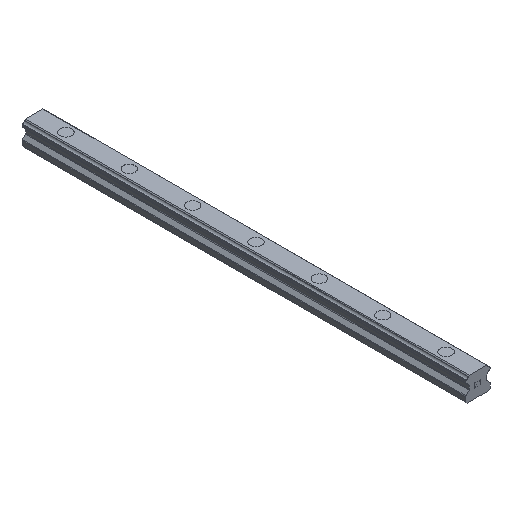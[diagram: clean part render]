
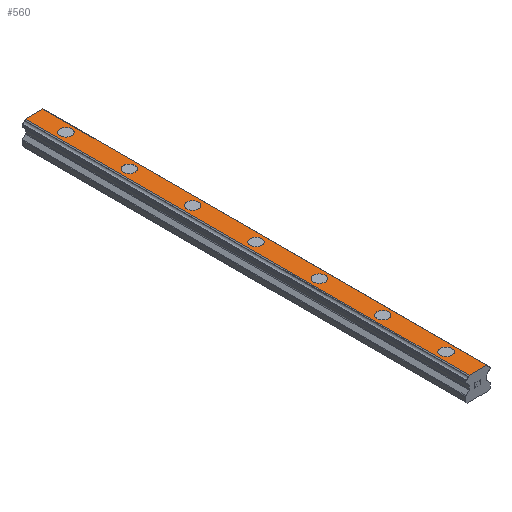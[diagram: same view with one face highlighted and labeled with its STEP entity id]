
A CAD part, isometric view. The second image highlights one B-rep face of the part: STEP entity #560.
In plain terms, the highlighted planar face has unit normal (0, 0, 1).
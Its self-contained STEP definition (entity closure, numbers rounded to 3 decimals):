
#560=ADVANCED_FACE('',(#1149,#1150,#1151,#1152,#1153,#1154,#1155,#1156),#1157,.T.);
#1149=FACE_BOUND('',#1760,.T.);
#1150=FACE_BOUND('',#1761,.T.);
#1151=FACE_BOUND('',#1762,.T.);
#1152=FACE_BOUND('',#1763,.T.);
#1153=FACE_BOUND('',#1764,.T.);
#1154=FACE_BOUND('',#1765,.T.);
#1155=FACE_BOUND('',#1766,.T.);
#1156=FACE_OUTER_BOUND('',#1767,.T.);
#1157=PLANE('',#1768);
#1760=EDGE_LOOP('',(#3439,#3440));
#1761=EDGE_LOOP('',(#3441,#3442));
#1762=EDGE_LOOP('',(#3443,#3444));
#1763=EDGE_LOOP('',(#3445,#3446));
#1764=EDGE_LOOP('',(#3447,#3448));
#1765=EDGE_LOOP('',(#3449,#3450));
#1766=EDGE_LOOP('',(#3451,#3452));
#1767=EDGE_LOOP('',(#3453,#3454,#3455,#3456));
#1768=AXIS2_PLACEMENT_3D('',#3457,#3458,#3459);
#3439=ORIENTED_EDGE('',*,*,#3769,.T.);
#3440=ORIENTED_EDGE('',*,*,#4184,.T.);
#3441=ORIENTED_EDGE('',*,*,#3755,.T.);
#3442=ORIENTED_EDGE('',*,*,#4216,.T.);
#3443=ORIENTED_EDGE('',*,*,#3741,.T.);
#3444=ORIENTED_EDGE('',*,*,#4231,.T.);
#3445=ORIENTED_EDGE('',*,*,#3727,.T.);
#3446=ORIENTED_EDGE('',*,*,#4246,.T.);
#3447=ORIENTED_EDGE('',*,*,#3713,.T.);
#3448=ORIENTED_EDGE('',*,*,#4261,.T.);
#3449=ORIENTED_EDGE('',*,*,#3699,.T.);
#3450=ORIENTED_EDGE('',*,*,#4276,.T.);
#3451=ORIENTED_EDGE('',*,*,#3685,.T.);
#3452=ORIENTED_EDGE('',*,*,#4291,.T.);
#3453=ORIENTED_EDGE('',*,*,#4162,.T.);
#3454=ORIENTED_EDGE('',*,*,#4346,.F.);
#3455=ORIENTED_EDGE('',*,*,#4026,.F.);
#3456=ORIENTED_EDGE('',*,*,#4344,.T.);
#3457=CARTESIAN_POINT('',(0.0,420.0,22.));
#3458=DIRECTION('',(0.0,0.0,1.0));
#3459=DIRECTION('',(-1.0,0.0,-0.0));
#3685=EDGE_CURVE('',#4416,#4413,#4417,.T.);
#3699=EDGE_CURVE('',#4442,#4439,#4443,.T.);
#3713=EDGE_CURVE('',#4468,#4465,#4469,.T.);
#3727=EDGE_CURVE('',#4494,#4491,#4495,.T.);
#3741=EDGE_CURVE('',#4520,#4517,#4521,.T.);
#3755=EDGE_CURVE('',#4546,#4543,#4547,.T.);
#3769=EDGE_CURVE('',#4572,#4569,#4573,.T.);
#4026=EDGE_CURVE('',#4956,#4958,#4959,.T.);
#4162=EDGE_CURVE('',#5185,#5183,#5186,.T.);
#4184=EDGE_CURVE('',#4569,#4572,#5227,.T.);
#4216=EDGE_CURVE('',#4543,#4546,#5269,.T.);
#4231=EDGE_CURVE('',#4517,#4520,#5287,.T.);
#4246=EDGE_CURVE('',#4491,#4494,#5305,.T.);
#4261=EDGE_CURVE('',#4465,#4468,#5323,.T.);
#4276=EDGE_CURVE('',#4439,#4442,#5341,.T.);
#4291=EDGE_CURVE('',#4413,#4416,#5359,.T.);
#4344=EDGE_CURVE('',#4956,#5185,#5415,.T.);
#4346=EDGE_CURVE('',#4958,#5183,#5417,.T.);
#4413=VERTEX_POINT('',#5486);
#4416=VERTEX_POINT('',#5490);
#4417=CIRCLE('',#5491,5.5);
#4439=VERTEX_POINT('',#5516);
#4442=VERTEX_POINT('',#5520);
#4443=CIRCLE('',#5521,5.5);
#4465=VERTEX_POINT('',#5546);
#4468=VERTEX_POINT('',#5550);
#4469=CIRCLE('',#5551,5.5);
#4491=VERTEX_POINT('',#5576);
#4494=VERTEX_POINT('',#5580);
#4495=CIRCLE('',#5581,5.5);
#4517=VERTEX_POINT('',#5606);
#4520=VERTEX_POINT('',#5610);
#4521=CIRCLE('',#5611,5.5);
#4543=VERTEX_POINT('',#5636);
#4546=VERTEX_POINT('',#5640);
#4547=CIRCLE('',#5641,5.5);
#4569=VERTEX_POINT('',#5666);
#4572=VERTEX_POINT('',#5670);
#4573=CIRCLE('',#5671,5.5);
#4956=VERTEX_POINT('',#6193);
#4958=VERTEX_POINT('',#6196);
#4959=LINE('',#6197,#6198);
#5183=VERTEX_POINT('',#6510);
#5185=VERTEX_POINT('',#6513);
#5186=LINE('',#6514,#6515);
#5227=CIRCLE('',#6565,5.5);
#5269=CIRCLE('',#6619,5.5);
#5287=CIRCLE('',#6640,5.5);
#5305=CIRCLE('',#6661,5.5);
#5323=CIRCLE('',#6682,5.5);
#5341=CIRCLE('',#6703,5.5);
#5359=CIRCLE('',#6724,5.5);
#5415=LINE('',#6802,#6803);
#5417=LINE('',#6805,#6806);
#5486=CARTESIAN_POINT('',(5.5,30.0,22.));
#5490=CARTESIAN_POINT('',(-5.5,30.0,22.));
#5491=AXIS2_PLACEMENT_3D('',#6899,#6900,#6901);
#5516=CARTESIAN_POINT('',(5.5,90.0,22.));
#5520=CARTESIAN_POINT('',(-5.5,90.0,22.));
#5521=AXIS2_PLACEMENT_3D('',#6927,#6928,#6929);
#5546=CARTESIAN_POINT('',(5.5,150.0,22.));
#5550=CARTESIAN_POINT('',(-5.5,150.0,22.));
#5551=AXIS2_PLACEMENT_3D('',#6955,#6956,#6957);
#5576=CARTESIAN_POINT('',(5.5,210.0,22.));
#5580=CARTESIAN_POINT('',(-5.5,210.0,22.));
#5581=AXIS2_PLACEMENT_3D('',#6983,#6984,#6985);
#5606=CARTESIAN_POINT('',(5.5,270.0,22.));
#5610=CARTESIAN_POINT('',(-5.5,270.0,22.));
#5611=AXIS2_PLACEMENT_3D('',#7011,#7012,#7013);
#5636=CARTESIAN_POINT('',(5.5,330.0,22.));
#5640=CARTESIAN_POINT('',(-5.5,330.0,22.));
#5641=AXIS2_PLACEMENT_3D('',#7039,#7040,#7041);
#5666=CARTESIAN_POINT('',(5.5,390.0,22.));
#5670=CARTESIAN_POINT('',(-5.5,390.0,22.));
#5671=AXIS2_PLACEMENT_3D('',#7067,#7068,#7069);
#6193=CARTESIAN_POINT('',(-8.3,420.0,22.));
#6196=CARTESIAN_POINT('',(8.3,420.0,22.));
#6197=CARTESIAN_POINT('',(-8.3,420.0,22.));
#6198=VECTOR('',#7351,1.0);
#6510=CARTESIAN_POINT('',(8.3,0.0,22.));
#6513=CARTESIAN_POINT('',(-8.3,0.0,22.));
#6514=CARTESIAN_POINT('',(-8.3,0.0,22.));
#6515=VECTOR('',#7507,1.0);
#6565=AXIS2_PLACEMENT_3D('',#7550,#7551,#7552);
#6619=AXIS2_PLACEMENT_3D('',#7601,#7602,#7603);
#6640=AXIS2_PLACEMENT_3D('',#7622,#7623,#7624);
#6661=AXIS2_PLACEMENT_3D('',#7643,#7644,#7645);
#6682=AXIS2_PLACEMENT_3D('',#7664,#7665,#7666);
#6703=AXIS2_PLACEMENT_3D('',#7685,#7686,#7687);
#6724=AXIS2_PLACEMENT_3D('',#7706,#7707,#7708);
#6802=CARTESIAN_POINT('',(-8.3,420.0,22.));
#6803=VECTOR('',#7746,1.0);
#6805=CARTESIAN_POINT('',(8.3,420.0,22.));
#6806=VECTOR('',#7747,1.0);
#6899=CARTESIAN_POINT('',(0.0,30.0,22.));
#6900=DIRECTION('',(0.0,0.0,-1.0));
#6901=DIRECTION('',(1.0,0.0,0.0));
#6927=CARTESIAN_POINT('',(0.0,90.0,22.));
#6928=DIRECTION('',(0.0,0.0,-1.0));
#6929=DIRECTION('',(1.0,0.0,0.0));
#6955=CARTESIAN_POINT('',(0.0,150.0,22.));
#6956=DIRECTION('',(0.0,0.0,-1.0));
#6957=DIRECTION('',(1.0,0.0,0.0));
#6983=CARTESIAN_POINT('',(0.0,210.0,22.));
#6984=DIRECTION('',(0.0,0.0,-1.0));
#6985=DIRECTION('',(1.0,0.0,0.0));
#7011=CARTESIAN_POINT('',(0.0,270.0,22.));
#7012=DIRECTION('',(0.0,0.0,-1.0));
#7013=DIRECTION('',(1.0,0.0,0.0));
#7039=CARTESIAN_POINT('',(0.0,330.0,22.));
#7040=DIRECTION('',(0.0,0.0,-1.0));
#7041=DIRECTION('',(1.0,0.0,0.0));
#7067=CARTESIAN_POINT('',(0.0,390.0,22.));
#7068=DIRECTION('',(0.0,0.0,-1.0));
#7069=DIRECTION('',(1.0,0.0,0.0));
#7351=DIRECTION('',(1.0,0.0,0.0));
#7507=DIRECTION('',(1.0,0.0,0.0));
#7550=CARTESIAN_POINT('',(0.0,390.0,22.));
#7551=DIRECTION('',(0.0,0.0,-1.0));
#7552=DIRECTION('',(1.0,0.0,0.0));
#7601=CARTESIAN_POINT('',(0.0,330.0,22.));
#7602=DIRECTION('',(0.0,0.0,-1.0));
#7603=DIRECTION('',(1.0,0.0,0.0));
#7622=CARTESIAN_POINT('',(0.0,270.0,22.));
#7623=DIRECTION('',(0.0,0.0,-1.0));
#7624=DIRECTION('',(1.0,0.0,0.0));
#7643=CARTESIAN_POINT('',(0.0,210.0,22.));
#7644=DIRECTION('',(0.0,0.0,-1.0));
#7645=DIRECTION('',(1.0,0.0,0.0));
#7664=CARTESIAN_POINT('',(0.0,150.0,22.));
#7665=DIRECTION('',(0.0,0.0,-1.0));
#7666=DIRECTION('',(1.0,0.0,0.0));
#7685=CARTESIAN_POINT('',(0.0,90.0,22.));
#7686=DIRECTION('',(0.0,0.0,-1.0));
#7687=DIRECTION('',(1.0,0.0,0.0));
#7706=CARTESIAN_POINT('',(0.0,30.0,22.));
#7707=DIRECTION('',(0.0,0.0,-1.0));
#7708=DIRECTION('',(1.0,0.0,0.0));
#7746=DIRECTION('',(0.0,-1.0,0.0));
#7747=DIRECTION('',(0.0,-1.0,0.0));
